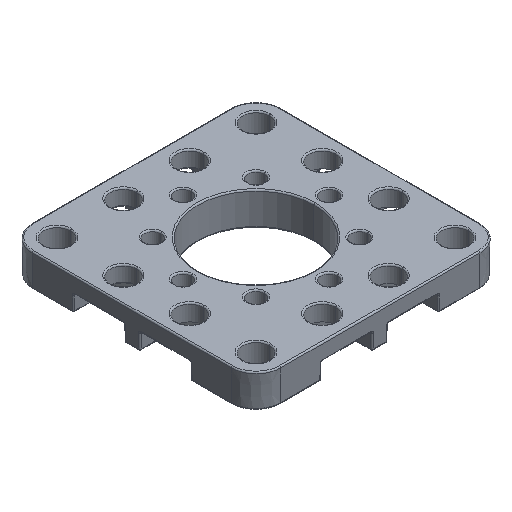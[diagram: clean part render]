
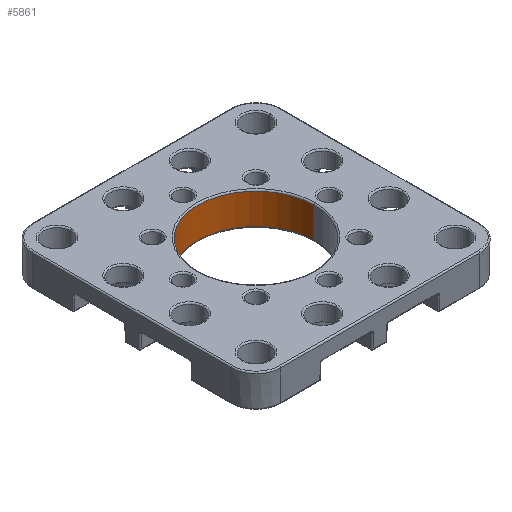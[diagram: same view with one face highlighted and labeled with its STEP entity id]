
A CAD part, isometric view. The second image highlights one B-rep face of the part: STEP entity #5861.
In plain terms, the highlighted cylindrical face has radius 11.101 mm (diameter 22.202 mm), a partial arc.
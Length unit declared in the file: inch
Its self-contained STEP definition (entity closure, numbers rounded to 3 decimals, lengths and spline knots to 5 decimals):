
#239 = VERTEX_POINT ( 'NONE', #7564 ) ;
#393 = DIRECTION ( 'NONE',  ( -1., 0., 0. ) ) ;
#495 = ORIENTED_EDGE ( 'NONE', *, *, #6325, .F. ) ;
#738 = LINE ( 'NONE', #11294, #4453 ) ;
#1356 = CARTESIAN_POINT ( 'NONE',  ( -1.5, 0., 0.25 ) ) ;
#1685 = CARTESIAN_POINT ( 'NONE',  ( -1.06295, 0., 0.25 ) ) ;
#1851 = ORIENTED_EDGE ( 'NONE', *, *, #8494, .T. ) ;
#2960 = DIRECTION ( 'NONE',  ( 0., 0., -1. ) ) ;
#2970 = CARTESIAN_POINT ( 'NONE',  ( -1.5, 0., 0.01 ) ) ;
#3023 = FACE_OUTER_BOUND ( 'NONE', #10415, .T. ) ;
#4056 = EDGE_CURVE ( 'NONE', #8516, #239, #738, .T. ) ;
#4310 = CARTESIAN_POINT ( 'NONE',  ( -1.06295, 0., 0.01 ) ) ;
#4453 = VECTOR ( 'NONE', #5929, 39.37008 ) ;
#4781 = VERTEX_POINT ( 'NONE', #4310 ) ;
#5625 = DIRECTION ( 'NONE',  ( 0., 0., -1. ) ) ;
#5718 = VERTEX_POINT ( 'NONE', #10509 ) ;
#5861 = ADVANCED_FACE ( 'NONE', ( #3023 ), #10101, .F. ) ;
#5929 = DIRECTION ( 'NONE',  ( 0., 0., -1. ) ) ;
#6170 = DIRECTION ( 'NONE',  ( 0., 0., -1. ) ) ;
#6217 = AXIS2_PLACEMENT_3D ( 'NONE', #8340, #9137, #393 ) ;
#6325 = EDGE_CURVE ( 'NONE', #5718, #4781, #8929, .T. ) ;
#6535 = DIRECTION ( 'NONE',  ( -1., 0., 0. ) ) ;
#7290 = VECTOR ( 'NONE', #6170, 39.37008 ) ;
#7564 = CARTESIAN_POINT ( 'NONE',  ( -1.93705, 0., 0.01 ) ) ;
#7802 = ORIENTED_EDGE ( 'NONE', *, *, #4056, .T. ) ;
#8310 = AXIS2_PLACEMENT_3D ( 'NONE', #2970, #5625, #9128 ) ;
#8340 = CARTESIAN_POINT ( 'NONE',  ( -1.5, 0., 0.24 ) ) ;
#8494 = EDGE_CURVE ( 'NONE', #5718, #8516, #11206, .T. ) ;
#8516 = VERTEX_POINT ( 'NONE', #10882 ) ;
#8929 = LINE ( 'NONE', #1685, #7290 ) ;
#9044 = CIRCLE ( 'NONE', #8310, 0.43705 ) ;
#9128 = DIRECTION ( 'NONE',  ( -1., 0., 0. ) ) ;
#9137 = DIRECTION ( 'NONE',  ( 0., 0., 1. ) ) ;
#9610 = ORIENTED_EDGE ( 'NONE', *, *, #10096, .T. ) ;
#10096 = EDGE_CURVE ( 'NONE', #239, #4781, #9044, .T. ) ;
#10101 = CYLINDRICAL_SURFACE ( 'NONE', #10585, 0.43705 ) ;
#10415 = EDGE_LOOP ( 'NONE', ( #495, #1851, #7802, #9610 ) ) ;
#10509 = CARTESIAN_POINT ( 'NONE',  ( -1.06295, 0., 0.24 ) ) ;
#10585 = AXIS2_PLACEMENT_3D ( 'NONE', #1356, #2960, #6535 ) ;
#10882 = CARTESIAN_POINT ( 'NONE',  ( -1.93705, 0., 0.24 ) ) ;
#11206 = CIRCLE ( 'NONE', #6217, 0.43705 ) ;
#11294 = CARTESIAN_POINT ( 'NONE',  ( -1.93705, 0., 0.25 ) ) ;
